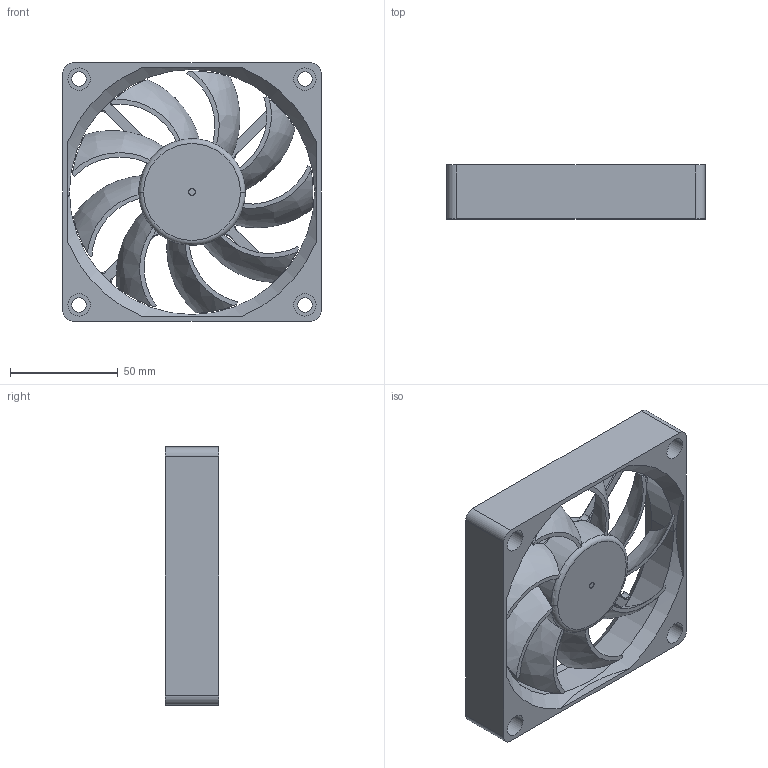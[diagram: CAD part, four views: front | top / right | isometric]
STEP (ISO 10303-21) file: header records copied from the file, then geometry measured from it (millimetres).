
FILE_DESCRIPTION((''),'2;1');
FILE_NAME('120MM_FAN_ASM','2025-07-28T01:19:26',('yioryos'),(''),'CREO PARAMETRIC BY PTC INC, 2019080','CREO PARAMETRIC BY PTC INC, 2019080','');
FILE_SCHEMA(('AUTOMOTIVE_DESIGN { 1 0 10303 214 1 1 1 1 }'));
Length unit declared in the file: millimetre
Products named in the file (3): 120MM_FAN_CASE; 120MM_FAN; 120MM_FAN_ASM
Assembly tree (2 placements, depth 2):
  120MM_FAN_ASM
    120MM_FAN_CASE
    120MM_FAN
Bounding box: 120 x 25 x 120 mm (x, y, z)
Volume: 127206.2 mm3; surface area: 60403.1 mm2
Topology: 2 solids, 2 shells, 228 faces, 593 edges, 373 vertices
Faces by surface type: cylinder 98, plane 57, torus 42, bspline 27, cone 4
Entity records: 11221 total; most frequent: CARTESIAN_POINT 3741, ORIENTED_EDGE 1186, DIRECTION 1132, PRESENTATION_STYLE_ASSIGNMENT 599, STYLED_ITEM 595, CURVE_STYLE 593, EDGE_CURVE 593, AXIS2_PLACEMENT_3D 472
